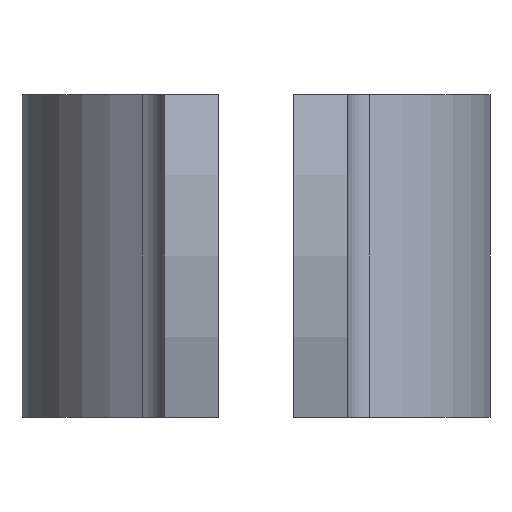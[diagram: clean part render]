
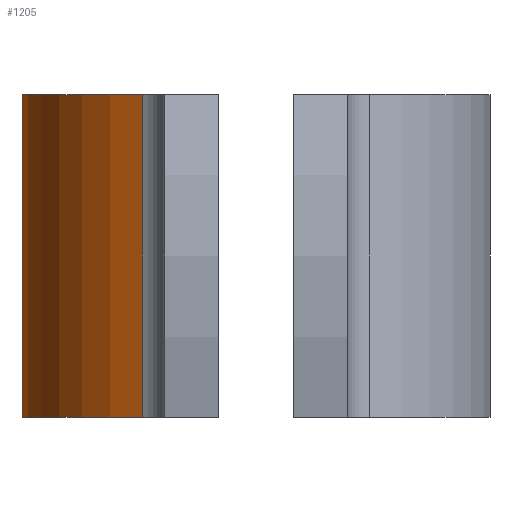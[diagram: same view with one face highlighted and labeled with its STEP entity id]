
A CAD part, left-side view. The second image highlights one B-rep face of the part: STEP entity #1205.
In plain terms, the highlighted cylindrical face has radius 21.85 mm (diameter 43.7 mm), a partial arc.
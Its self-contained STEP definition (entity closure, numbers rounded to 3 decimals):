
#60 = EDGE_CURVE ( 'NONE', #1098, #571, #304, .T. ) ;
#114 = DIRECTION ( 'NONE',  ( 0., 0., 1. ) ) ;
#160 = DIRECTION ( 'NONE',  ( 0., 0., 1. ) ) ;
#168 = VERTEX_POINT ( 'NONE', #829 ) ;
#239 = CARTESIAN_POINT ( 'NONE',  ( 19.126, 10.566, 0. ) ) ;
#249 = EDGE_CURVE ( 'NONE', #571, #168, #738, .T. ) ;
#258 = CARTESIAN_POINT ( 'NONE',  ( -19.126, 10.566, -30. ) ) ;
#263 = EDGE_LOOP ( 'NONE', ( #586, #651, #365, #922 ) ) ;
#304 = LINE ( 'NONE', #1167, #527 ) ;
#329 = CARTESIAN_POINT ( 'NONE',  ( 0., 0., -30. ) ) ;
#349 = CIRCLE ( 'NONE', #981, 21.85 ) ;
#365 = ORIENTED_EDGE ( 'NONE', *, *, #727, .T. ) ;
#434 = DIRECTION ( 'NONE',  ( 0., 0., 1. ) ) ;
#481 = CARTESIAN_POINT ( 'NONE',  ( 0., 0., 0. ) ) ;
#527 = VECTOR ( 'NONE', #794, 1000. ) ;
#571 = VERTEX_POINT ( 'NONE', #239 ) ;
#586 = ORIENTED_EDGE ( 'NONE', *, *, #249, .F. ) ;
#635 = DIRECTION ( 'NONE',  ( -1., 0., 0. ) ) ;
#636 = AXIS2_PLACEMENT_3D ( 'NONE', #481, #160, #635 ) ;
#651 = ORIENTED_EDGE ( 'NONE', *, *, #60, .F. ) ;
#680 = CYLINDRICAL_SURFACE ( 'NONE', #1212, 21.85 ) ;
#701 = DIRECTION ( 'NONE',  ( 0., 0., 1. ) ) ;
#727 = EDGE_CURVE ( 'NONE', #1098, #1025, #349, .T. ) ;
#738 = CIRCLE ( 'NONE', #636, 21.85 ) ;
#794 = DIRECTION ( 'NONE',  ( 0., 0., 1. ) ) ;
#829 = CARTESIAN_POINT ( 'NONE',  ( -19.126, 10.566, 0. ) ) ;
#900 = LINE ( 'NONE', #1005, #1163 ) ;
#922 = ORIENTED_EDGE ( 'NONE', *, *, #928, .T. ) ;
#928 = EDGE_CURVE ( 'NONE', #1025, #168, #900, .T. ) ;
#948 = DIRECTION ( 'NONE',  ( -1., 0., 0. ) ) ;
#952 = CARTESIAN_POINT ( 'NONE',  ( 19.126, 10.566, -30. ) ) ;
#959 = DIRECTION ( 'NONE',  ( 1., 0., 0. ) ) ;
#971 = FACE_OUTER_BOUND ( 'NONE', #263, .T. ) ;
#981 = AXIS2_PLACEMENT_3D ( 'NONE', #1160, #114, #948 ) ;
#1005 = CARTESIAN_POINT ( 'NONE',  ( -19.126, 10.566, -30. ) ) ;
#1025 = VERTEX_POINT ( 'NONE', #258 ) ;
#1098 = VERTEX_POINT ( 'NONE', #952 ) ;
#1160 = CARTESIAN_POINT ( 'NONE',  ( 0., 0., -30. ) ) ;
#1163 = VECTOR ( 'NONE', #434, 1000. ) ;
#1167 = CARTESIAN_POINT ( 'NONE',  ( 19.126, 10.566, -30. ) ) ;
#1205 = ADVANCED_FACE ( 'NONE', ( #971 ), #680, .T. ) ;
#1212 = AXIS2_PLACEMENT_3D ( 'NONE', #329, #701, #959 ) ;
